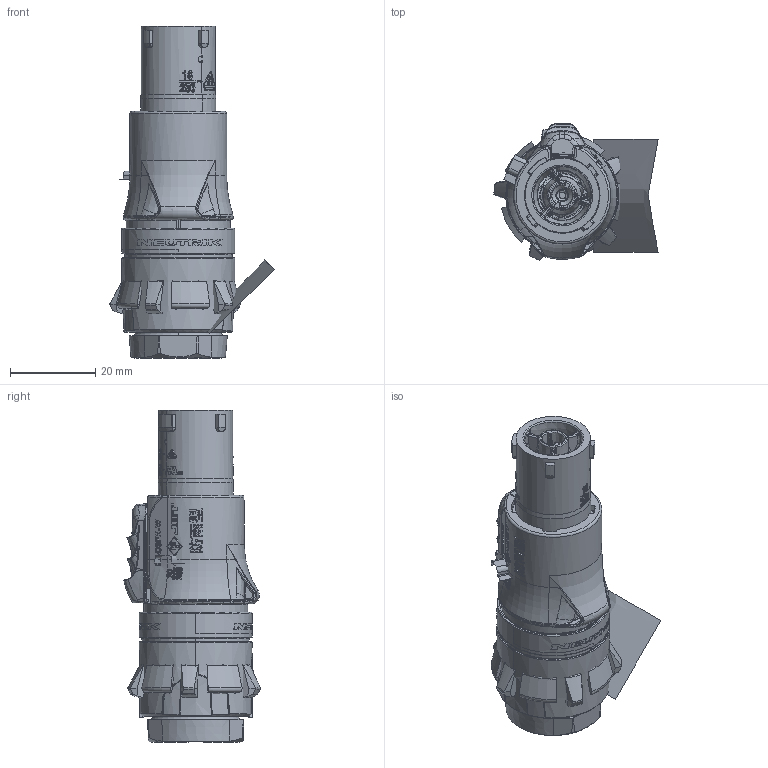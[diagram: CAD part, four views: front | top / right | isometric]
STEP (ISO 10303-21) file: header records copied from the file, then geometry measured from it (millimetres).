
FILE_DESCRIPTION((''),'2;1');
FILE_NAME('30008854_ASM','2022-04-01T07:56:12',('SYSTEM'),(''),'CREO PARAMETRIC BY PTC INC, 2021184','CREO PARAMETRIC BY PTC INC, 2021184','');
FILE_SCHEMA(('CONFIG_CONTROL_DESIGN'));
Products named in the file (18): 30008846; 30009226; 91900175_AF0; 91901311_AF0; 30008845; 91901312_AF1; 91419561; 91319531; 30009524; 91220341; B1-NAC3FX-W-TOP_ASM; 30008778; 91231511_HK; 91231511_WK; 30008780_ASM; 30008889; B1-NA-NL-SPH_ASM; 30008854_ASM
Assembly tree (23 placements, depth 4):
  30008854_ASM
    30008846
    30009226
    91900175_AF0
    91901311_AF0
    B1-NAC3FX-W-TOP_ASM
      30008845
      91901312_AF1
      91419561  x3
      91319531  x3
      30009524  x3
      91220341
    30008778
    B1-NA-NL-SPH_ASM
      30008780_ASM
        91231511_HK
        91231511_WK
      30008889
Bounding box: 38.64 x 32.1 x 78.1 mm (x, y, z)
Volume: 19194.5 mm3; surface area: 31731.7 mm2
Topology: 20 solids, 32 shells, 4946 faces, 12836 edges, 8068 vertices
Faces by surface type: plane 1623, bspline 1013, cylinder 816, extrusion 658, cone 393, torus 301, sphere 124, revolution 18
Entity records: 207598 total; most frequent: CARTESIAN_POINT 106855, ORIENTED_EDGE 23650, DIRECTION 16349, EDGE_CURVE 11878, VERTEX_POINT 7478, AXIS2_PLACEMENT_3D 5778, B_SPLINE_CURVE_WITH_KNOTS 5657, VECTOR 4775
